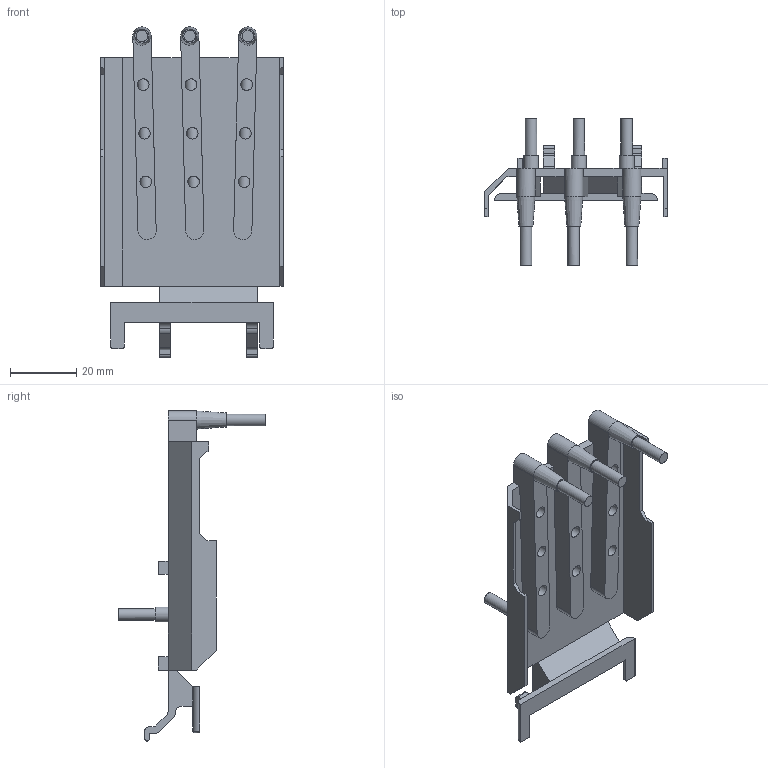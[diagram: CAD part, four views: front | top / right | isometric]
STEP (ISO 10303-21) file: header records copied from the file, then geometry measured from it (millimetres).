
FILE_DESCRIPTION((''),'2;1');
FILE_NAME('12M90039G01 - 330-CMS240D.stp','2015-05-26T13:57:02',('rshanor'),(''),'Autodesk Inventor 2013','Autodesk Inventor 2013','');
FILE_SCHEMA(('AUTOMOTIVE_DESIGN { 1 2 10303 214 0 1 1 1 }'));
Length unit declared in the file: millimetre
Products named in the file (1): 12M90039X01
Bounding box: 55 x 44.3 x 99.5 mm (x, y, z)
Volume: 19680.5 mm3; surface area: 17344.8 mm2
Topology: 1 solids, 10 shells, 188 faces, 475 edges, 308 vertices
Faces by surface type: plane 112, cylinder 71, cone 3, torus 2
Full cylindrical faces by diameter (mm): 3.5 x24, 4.5 x3
Entity records: 5463 total; most frequent: DIRECTION 933, CARTESIAN_POINT 888, ORIENTED_EDGE 836, EDGE_CURVE 418, AXIS2_PLACEMENT_3D 326, VERTEX_POINT 281, VECTOR 281, LINE 281
